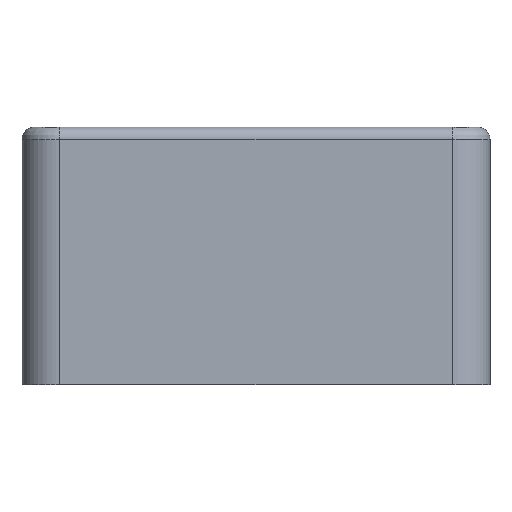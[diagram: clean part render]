
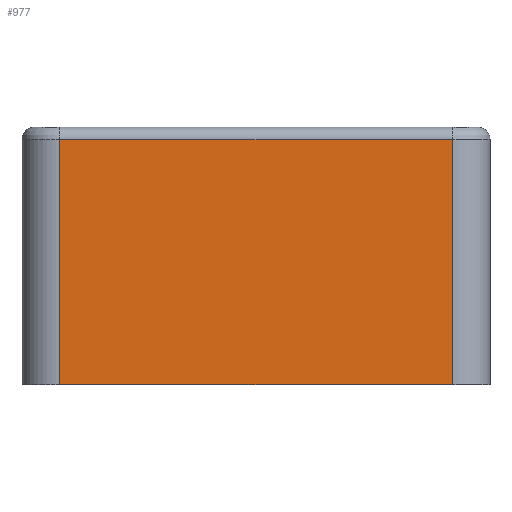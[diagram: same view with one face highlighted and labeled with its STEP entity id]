
A CAD part, front view. The second image highlights one B-rep face of the part: STEP entity #977.
In plain terms, the highlighted free-form (B-spline) face has degree [1, 1] with [2, 2] control points.
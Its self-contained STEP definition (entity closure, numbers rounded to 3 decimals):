
#227 = VERTEX_POINT('',#228);
#228 = CARTESIAN_POINT('',(20.68,0.,11.783));
#263 = VERTEX_POINT('',#264);
#264 = CARTESIAN_POINT('',(1.804,0.,11.783));
#270 = EDGE_CURVE('',#263,#227,#271,.T.);
#271 = B_SPLINE_CURVE_WITH_KNOTS('',1,(#272,#273),.UNSPECIFIED.,.F.,.F.,
  (2,2),(-4.032,15.907),.PIECEWISE_BEZIER_KNOTS.);
#272 = CARTESIAN_POINT('',(1.804,0.,11.783));
#273 = CARTESIAN_POINT('',(20.68,0.,11.783));
#899 = VERTEX_POINT('',#900);
#900 = CARTESIAN_POINT('',(20.68,0.,0.));
#906 = EDGE_CURVE('',#907,#899,#909,.T.);
#907 = VERTEX_POINT('',#908);
#908 = CARTESIAN_POINT('',(1.804,0.,0.));
#909 = B_SPLINE_CURVE_WITH_KNOTS('',1,(#910,#911),.UNSPECIFIED.,.F.,.F.,
  (2,2),(1.905,21.844),.PIECEWISE_BEZIER_KNOTS.);
#910 = CARTESIAN_POINT('',(1.804,0.,0.));
#911 = CARTESIAN_POINT('',(20.68,0.,0.));
#964 = EDGE_CURVE('',#227,#899,#965,.T.);
#965 = B_SPLINE_CURVE_WITH_KNOTS('',1,(#966,#967),.UNSPECIFIED.,.F.,.F.,
  (2,2),(-12.446,0.),.PIECEWISE_BEZIER_KNOTS.);
#966 = CARTESIAN_POINT('',(20.68,0.,11.783));
#967 = CARTESIAN_POINT('',(20.68,0.,0.));
#977 = ADVANCED_FACE('',(#978),#988,.T.);
#978 = FACE_BOUND('',#979,.T.);
#979 = EDGE_LOOP('',(#980,#981,#986,#987));
#980 = ORIENTED_EDGE('',*,*,#270,.F.);
#981 = ORIENTED_EDGE('',*,*,#982,.F.);
#982 = EDGE_CURVE('',#907,#263,#983,.T.);
#983 = B_SPLINE_CURVE_WITH_KNOTS('',1,(#984,#985),.UNSPECIFIED.,.F.,.F.,
  (2,2),(0.,12.446),.PIECEWISE_BEZIER_KNOTS.);
#984 = CARTESIAN_POINT('',(1.804,0.,0.));
#985 = CARTESIAN_POINT('',(1.804,0.,11.783));
#986 = ORIENTED_EDGE('',*,*,#906,.T.);
#987 = ORIENTED_EDGE('',*,*,#964,.F.);
#988 = B_SPLINE_SURFACE_WITH_KNOTS('',1,1,(
    (#989,#990)
    ,(#991,#992
    )),.UNSPECIFIED.,.F.,.F.,.F.,(2,2),(2,2),(1.905,21.844),(0.,12.446),
  .PIECEWISE_BEZIER_KNOTS.);
#989 = CARTESIAN_POINT('',(1.804,0.,0.));
#990 = CARTESIAN_POINT('',(1.804,0.,11.783));
#991 = CARTESIAN_POINT('',(20.68,0.,0.));
#992 = CARTESIAN_POINT('',(20.68,0.,11.783));
